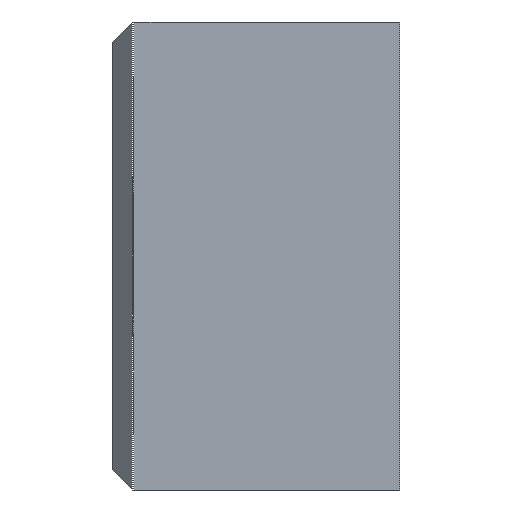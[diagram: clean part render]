
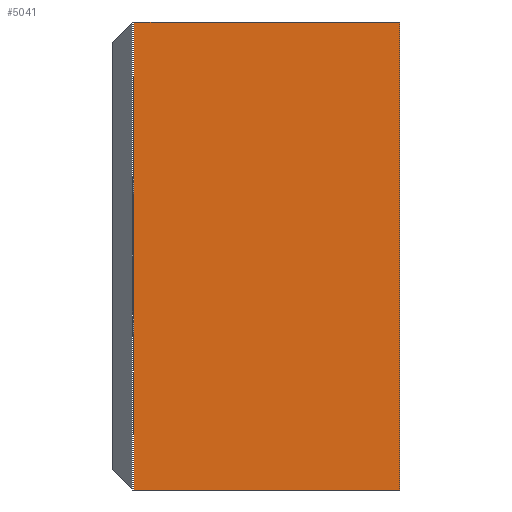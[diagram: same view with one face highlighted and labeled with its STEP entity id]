
A CAD part, left-side view. The second image highlights one B-rep face of the part: STEP entity #5041.
In plain terms, the highlighted free-form (B-spline) face has degree [1, 1] with [2, 2] control points.
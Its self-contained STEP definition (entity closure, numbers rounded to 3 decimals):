
#5041 = ADVANCED_FACE('',(#5042),#5072,.T.);
#5042 = FACE_BOUND('',#5043,.T.);
#5043 = EDGE_LOOP('',(#5044,#5053,#5060,#5067));
#5044 = ORIENTED_EDGE('',*,*,#5045,.T.);
#5045 = EDGE_CURVE('',#5046,#5048,#5050,.T.);
#5046 = VERTEX_POINT('',#5047);
#5047 = CARTESIAN_POINT('',(-36.087,0.,-19.821));
#5048 = VERTEX_POINT('',#5049);
#5049 = CARTESIAN_POINT('',(-36.087,22.521,
    -19.821));
#5050 = B_SPLINE_CURVE_WITH_KNOTS('',1,(#5051,#5052),.UNSPECIFIED.,.F.,
  .F.,(2,2),(0.,17.1),.PIECEWISE_BEZIER_KNOTS.);
#5051 = CARTESIAN_POINT('',(-36.087,0.,-19.821));
#5052 = CARTESIAN_POINT('',(-36.087,22.521,
    -19.821));
#5053 = ORIENTED_EDGE('',*,*,#5054,.T.);
#5054 = EDGE_CURVE('',#5048,#5055,#5057,.T.);
#5055 = VERTEX_POINT('',#5056);
#5056 = CARTESIAN_POINT('',(-36.087,22.521,
    19.821));
#5057 = B_SPLINE_CURVE_WITH_KNOTS('',1,(#5058,#5059),.UNSPECIFIED.,.F.,
  .F.,(2,2),(0.,30.1),.PIECEWISE_BEZIER_KNOTS.);
#5058 = CARTESIAN_POINT('',(-36.087,22.521,
    -19.821));
#5059 = CARTESIAN_POINT('',(-36.087,22.521,
    19.821));
#5060 = ORIENTED_EDGE('',*,*,#5061,.T.);
#5061 = EDGE_CURVE('',#5055,#5062,#5064,.T.);
#5062 = VERTEX_POINT('',#5063);
#5063 = CARTESIAN_POINT('',(-36.087,0.,19.821));
#5064 = B_SPLINE_CURVE_WITH_KNOTS('',1,(#5065,#5066),.UNSPECIFIED.,.F.,
  .F.,(2,2),(0.,17.1),.PIECEWISE_BEZIER_KNOTS.);
#5065 = CARTESIAN_POINT('',(-36.087,22.521,
    19.821));
#5066 = CARTESIAN_POINT('',(-36.087,0.,19.821));
#5067 = ORIENTED_EDGE('',*,*,#5068,.T.);
#5068 = EDGE_CURVE('',#5062,#5046,#5069,.T.);
#5069 = B_SPLINE_CURVE_WITH_KNOTS('',1,(#5070,#5071),.UNSPECIFIED.,.F.,
  .F.,(2,2),(0.,30.1),.PIECEWISE_BEZIER_KNOTS.);
#5070 = CARTESIAN_POINT('',(-36.087,0.,19.821));
#5071 = CARTESIAN_POINT('',(-36.087,0.,-19.821));
#5072 = B_SPLINE_SURFACE_WITH_KNOTS('',1,1,(
    (#5073,#5074)
    ,(#5075,#5076
    )),.UNSPECIFIED.,.F.,.F.,.F.,(2,2),(2,2),(0.,1.),(0.,1.),
  .PIECEWISE_BEZIER_KNOTS.);
#5073 = CARTESIAN_POINT('',(-36.087,0.,19.821));
#5074 = CARTESIAN_POINT('',(-36.087,22.521,
    19.821));
#5075 = CARTESIAN_POINT('',(-36.087,0.,-19.821));
#5076 = CARTESIAN_POINT('',(-36.087,22.521,
    -19.821));
